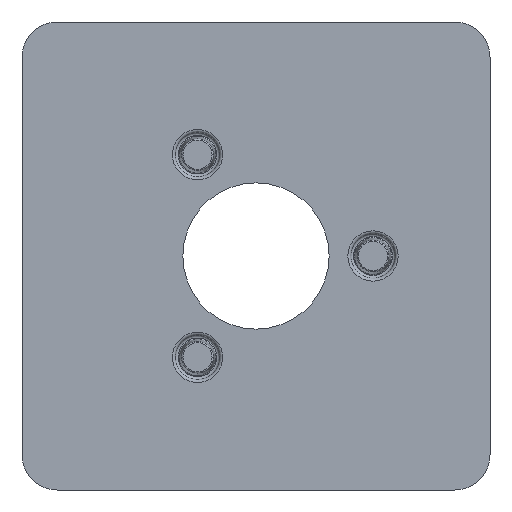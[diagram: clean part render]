
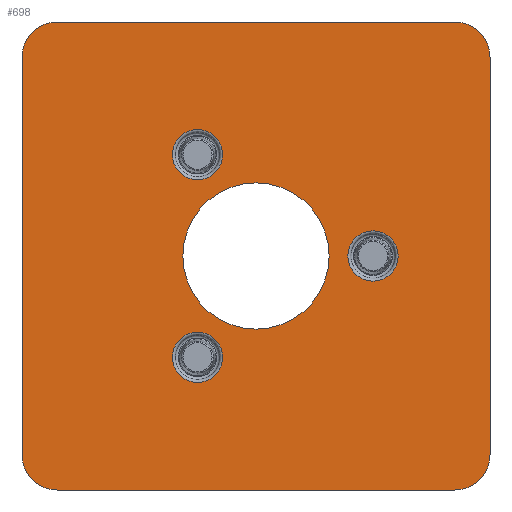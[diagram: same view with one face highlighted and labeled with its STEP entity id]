
A CAD part, front view. The second image highlights one B-rep face of the part: STEP entity #698.
In plain terms, the highlighted planar face has unit normal (0, -1, 0).
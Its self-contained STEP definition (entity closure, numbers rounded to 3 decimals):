
#44=PLANE('',#770);
#63=LINE('',#1088,#107);
#67=LINE('',#1100,#111);
#71=LINE('',#1112,#115);
#75=LINE('',#1124,#119);
#107=VECTOR('',#857,1000.);
#111=VECTOR('',#869,1000.);
#115=VECTOR('',#881,1000.);
#119=VECTOR('',#893,1000.);
#198=ORIENTED_EDGE('',*,*,#356,.F.);
#199=ORIENTED_EDGE('',*,*,#357,.F.);
#200=ORIENTED_EDGE('',*,*,#323,.F.);
#201=ORIENTED_EDGE('',*,*,#345,.F.);
#202=ORIENTED_EDGE('',*,*,#342,.F.);
#203=ORIENTED_EDGE('',*,*,#339,.F.);
#204=ORIENTED_EDGE('',*,*,#336,.F.);
#205=ORIENTED_EDGE('',*,*,#333,.F.);
#206=ORIENTED_EDGE('',*,*,#330,.F.);
#207=ORIENTED_EDGE('',*,*,#327,.F.);
#208=ORIENTED_EDGE('',*,*,#358,.F.);
#209=ORIENTED_EDGE('',*,*,#359,.F.);
#323=EDGE_CURVE('',#410,#411,#477,.T.);
#327=EDGE_CURVE('',#411,#414,#63,.T.);
#330=EDGE_CURVE('',#414,#416,#479,.T.);
#333=EDGE_CURVE('',#416,#418,#67,.T.);
#336=EDGE_CURVE('',#418,#420,#481,.T.);
#339=EDGE_CURVE('',#420,#422,#71,.T.);
#342=EDGE_CURVE('',#422,#424,#483,.T.);
#345=EDGE_CURVE('',#424,#410,#75,.T.);
#356=EDGE_CURVE('',#435,#435,#486,.T.);
#357=EDGE_CURVE('',#436,#436,#487,.T.);
#358=EDGE_CURVE('',#437,#437,#488,.F.);
#359=EDGE_CURVE('',#438,#438,#489,.T.);
#410=VERTEX_POINT('',#1080);
#411=VERTEX_POINT('',#1081);
#414=VERTEX_POINT('',#1089);
#416=VERTEX_POINT('',#1095);
#418=VERTEX_POINT('',#1101);
#420=VERTEX_POINT('',#1107);
#422=VERTEX_POINT('',#1113);
#424=VERTEX_POINT('',#1119);
#435=VERTEX_POINT('',#1147);
#436=VERTEX_POINT('',#1149);
#437=VERTEX_POINT('',#1151);
#438=VERTEX_POINT('',#1153);
#477=CIRCLE('',#753,3.);
#479=CIRCLE('',#757,3.);
#481=CIRCLE('',#761,3.);
#483=CIRCLE('',#765,3.);
#486=CIRCLE('',#771,2.15);
#487=CIRCLE('',#772,2.15);
#488=CIRCLE('',#773,6.25);
#489=CIRCLE('',#774,2.15);
#532=EDGE_LOOP('',(#198));
#533=EDGE_LOOP('',(#199));
#534=EDGE_LOOP('',(#200,#201,#202,#203,#204,#205,#206,#207));
#535=EDGE_LOOP('',(#208));
#536=EDGE_LOOP('',(#209));
#612=FACE_BOUND('',#532,.T.);
#613=FACE_BOUND('',#533,.T.);
#614=FACE_BOUND('',#534,.T.);
#615=FACE_BOUND('',#535,.T.);
#616=FACE_BOUND('',#536,.T.);
#698=ADVANCED_FACE('',(#612,#613,#614,#615,#616),#44,.F.);
#753=AXIS2_PLACEMENT_3D('',#1079,#849,#850);
#757=AXIS2_PLACEMENT_3D('',#1094,#862,#863);
#761=AXIS2_PLACEMENT_3D('',#1106,#874,#875);
#765=AXIS2_PLACEMENT_3D('',#1118,#886,#887);
#770=AXIS2_PLACEMENT_3D('',#1145,#907,#908);
#771=AXIS2_PLACEMENT_3D('',#1146,#909,#910);
#772=AXIS2_PLACEMENT_3D('',#1148,#911,#912);
#773=AXIS2_PLACEMENT_3D('',#1150,#913,#914);
#774=AXIS2_PLACEMENT_3D('',#1152,#915,#916);
#849=DIRECTION('',(0.,1.,0.));
#850=DIRECTION('',(1.,0.,0.));
#857=DIRECTION('',(0.,0.,1.));
#862=DIRECTION('',(0.,1.,0.));
#863=DIRECTION('',(1.,0.,0.));
#869=DIRECTION('',(1.,0.,0.));
#874=DIRECTION('',(0.,1.,0.));
#875=DIRECTION('',(1.,0.,0.));
#881=DIRECTION('',(0.,0.,-1.));
#886=DIRECTION('',(0.,1.,0.));
#887=DIRECTION('',(1.,0.,0.));
#893=DIRECTION('',(-1.,0.,0.));
#907=DIRECTION('',(0.,1.,0.));
#908=DIRECTION('',(0.,0.,1.));
#909=DIRECTION('',(0.,-1.,0.));
#910=DIRECTION('',(0.,0.,-1.));
#911=DIRECTION('',(0.,-1.,0.));
#912=DIRECTION('',(0.,0.,-1.));
#913=DIRECTION('',(0.,1.,0.));
#914=DIRECTION('',(0.,0.,1.));
#915=DIRECTION('',(0.,-1.,0.));
#916=DIRECTION('',(0.,0.,-1.));
#1079=CARTESIAN_POINT('',(-17.,0.,-17.));
#1080=CARTESIAN_POINT('',(-17.,0.,-20.));
#1081=CARTESIAN_POINT('',(-20.,0.,-17.));
#1088=CARTESIAN_POINT('',(-20.,0.,-17.));
#1089=CARTESIAN_POINT('',(-20.,0.,17.));
#1094=CARTESIAN_POINT('',(-17.,0.,17.));
#1095=CARTESIAN_POINT('',(-17.,0.,20.));
#1100=CARTESIAN_POINT('',(-17.,0.,20.));
#1101=CARTESIAN_POINT('',(17.,0.,20.));
#1106=CARTESIAN_POINT('',(17.,0.,17.));
#1107=CARTESIAN_POINT('',(20.,0.,17.));
#1112=CARTESIAN_POINT('',(20.,0.,17.));
#1113=CARTESIAN_POINT('',(20.,0.,-17.));
#1118=CARTESIAN_POINT('',(17.,0.,-17.));
#1119=CARTESIAN_POINT('',(17.,0.,-20.));
#1124=CARTESIAN_POINT('',(17.,0.,-20.));
#1145=CARTESIAN_POINT('',(-17.,0.,-17.));
#1146=CARTESIAN_POINT('',(-5.,0.,8.66));
#1147=CARTESIAN_POINT('',(-5.,0.,6.51));
#1148=CARTESIAN_POINT('',(10.,0.,0.));
#1149=CARTESIAN_POINT('',(10.,0.,-2.15));
#1150=CARTESIAN_POINT('',(0.,0.,0.));
#1151=CARTESIAN_POINT('',(0.,0.,6.25));
#1152=CARTESIAN_POINT('',(-5.,0.,-8.66));
#1153=CARTESIAN_POINT('',(-5.,0.,-10.81));
